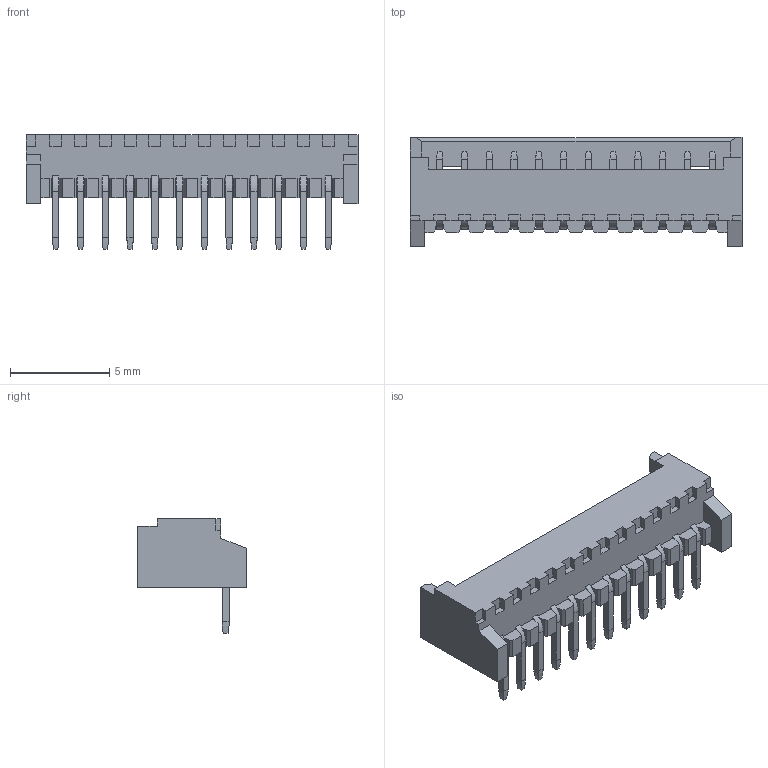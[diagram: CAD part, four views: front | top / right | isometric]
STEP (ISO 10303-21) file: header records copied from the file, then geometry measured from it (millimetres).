
FILE_DESCRIPTION (( 'STEP AP214' ), '1' );
FILE_NAME ('Molex_PicoBlade_53048-1210_1x12_P1.STEP', '2020-02-26T12:00:27', ( '' ), ( '' ), 'SwSTEP 2.0', 'SolidWorks 2017', '' );
FILE_SCHEMA (( 'AUTOMOTIVE_DESIGN' ));
Length unit declared in the file: millimetre
Products named in the file (1): Molex_PicoBlade_53048-1210_1x12_P1
Bounding box: 16.75 x 5.5 x 5.8 mm (x, y, z)
Volume: 122.3 mm3; surface area: 468.9 mm2
Topology: 1 solids, 1 shells, 406 faces, 1074 edges, 682 vertices
Faces by surface type: plane 298, bspline 96, cylinder 12
Entity records: 17136 total; most frequent: CARTESIAN_POINT 5043, ORIENTED_EDGE 2148, DIRECTION 1624, EDGE_CURVE 1074, LINE 954, VECTOR 954, VERTEX_POINT 682, EDGE_LOOP 422
